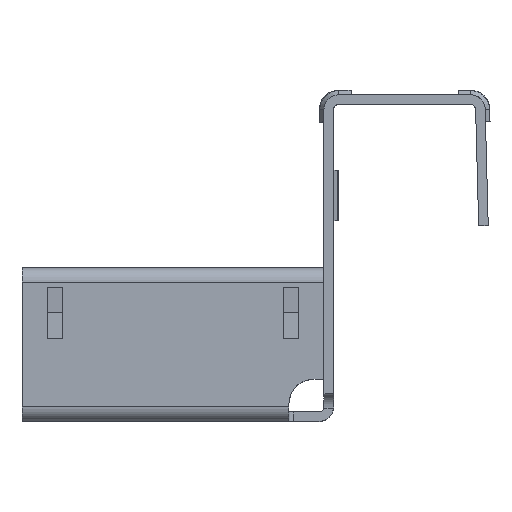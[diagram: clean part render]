
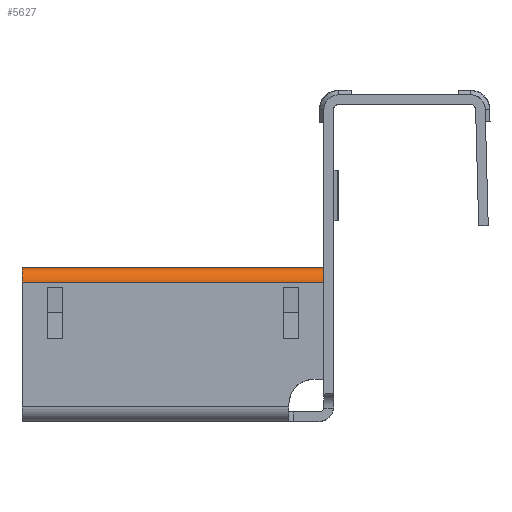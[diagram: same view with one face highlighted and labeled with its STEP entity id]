
A CAD part, top view. The second image highlights one B-rep face of the part: STEP entity #5627.
In plain terms, the highlighted cylindrical face has radius 2.9 mm (diameter 5.8 mm), a partial arc.
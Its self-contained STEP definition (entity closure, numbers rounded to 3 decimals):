
#2177 = PLANE('',#2178);
#2178 = AXIS2_PLACEMENT_3D('',#2179,#2180,#2181);
#2179 = CARTESIAN_POINT('',(0.,2.9,16.9));
#2180 = DIRECTION('',(1.,0.,0.));
#2181 = DIRECTION('',(0.,0.,-1.));
#2974 = PLANE('',#2975);
#2975 = AXIS2_PLACEMENT_3D('',#2976,#2977,#2978);
#2976 = CARTESIAN_POINT('',(60.,27.7,19.8));
#2977 = DIRECTION('',(0.,0.,-1.));
#2978 = DIRECTION('',(-1.,0.,0.));
#3551 = VERTEX_POINT('',#3552);
#3552 = CARTESIAN_POINT('',(60.,27.7,19.8));
#3566 = PLANE('',#3567);
#3567 = AXIS2_PLACEMENT_3D('',#3568,#3569,#3570);
#3568 = CARTESIAN_POINT('',(60.,2.9,16.9));
#3569 = DIRECTION('',(1.,0.,0.));
#3570 = DIRECTION('',(0.,0.,-1.));
#3578 = EDGE_CURVE('',#3551,#3579,#3581,.T.);
#3579 = VERTEX_POINT('',#3580);
#3580 = CARTESIAN_POINT('',(0.,27.7,19.8));
#3581 = SURFACE_CURVE('',#3582,(#3586,#3593),.PCURVE_S1.);
#3582 = LINE('',#3583,#3584);
#3583 = CARTESIAN_POINT('',(60.,27.7,19.8));
#3584 = VECTOR('',#3585,1.);
#3585 = DIRECTION('',(-1.,0.,0.));
#3586 = PCURVE('',#2974,#3587);
#3587 = DEFINITIONAL_REPRESENTATION('',(#3588),#3592);
#3588 = LINE('',#3589,#3590);
#3589 = CARTESIAN_POINT('',(0.,0.));
#3590 = VECTOR('',#3591,1.);
#3591 = DIRECTION('',(1.,0.));
#3592 = ( GEOMETRIC_REPRESENTATION_CONTEXT(2) 
PARAMETRIC_REPRESENTATION_CONTEXT() REPRESENTATION_CONTEXT('2D SPACE',''
  ) );
#3593 = PCURVE('',#3594,#3599);
#3594 = CYLINDRICAL_SURFACE('',#3595,2.9);
#3595 = AXIS2_PLACEMENT_3D('',#3596,#3597,#3598);
#3596 = CARTESIAN_POINT('',(60.,27.7,16.9));
#3597 = DIRECTION('',(-1.,0.,0.));
#3598 = DIRECTION('',(0.,0.,1.));
#3599 = DEFINITIONAL_REPRESENTATION('',(#3600),#3604);
#3600 = LINE('',#3601,#3602);
#3601 = CARTESIAN_POINT('',(0.,0.));
#3602 = VECTOR('',#3603,1.);
#3603 = DIRECTION('',(0.,1.));
#3604 = ( GEOMETRIC_REPRESENTATION_CONTEXT(2) 
PARAMETRIC_REPRESENTATION_CONTEXT() REPRESENTATION_CONTEXT('2D SPACE',''
  ) );
#5001 = VERTEX_POINT('',#5002);
#5002 = CARTESIAN_POINT('',(60.,30.6,16.9));
#5016 = PLANE('',#5017);
#5017 = AXIS2_PLACEMENT_3D('',#5018,#5019,#5020);
#5018 = CARTESIAN_POINT('',(60.,30.6,12.9));
#5019 = DIRECTION('',(0.,-1.,0.));
#5020 = DIRECTION('',(0.,0.,-1.));
#5028 = EDGE_CURVE('',#5001,#3551,#5029,.T.);
#5029 = SURFACE_CURVE('',#5030,(#5035,#5042),.PCURVE_S1.);
#5030 = CIRCLE('',#5031,2.9);
#5031 = AXIS2_PLACEMENT_3D('',#5032,#5033,#5034);
#5032 = CARTESIAN_POINT('',(60.,27.7,16.9));
#5033 = DIRECTION('',(1.,0.,0.));
#5034 = DIRECTION('',(0.,0.,-1.));
#5035 = PCURVE('',#3566,#5036);
#5036 = DEFINITIONAL_REPRESENTATION('',(#5037),#5041);
#5037 = CIRCLE('',#5038,2.9);
#5038 = AXIS2_PLACEMENT_2D('',#5039,#5040);
#5039 = CARTESIAN_POINT('',(0.,24.8));
#5040 = DIRECTION('',(1.,0.));
#5041 = ( GEOMETRIC_REPRESENTATION_CONTEXT(2) 
PARAMETRIC_REPRESENTATION_CONTEXT() REPRESENTATION_CONTEXT('2D SPACE',''
  ) );
#5042 = PCURVE('',#3594,#5043);
#5043 = DEFINITIONAL_REPRESENTATION('',(#5044),#5048);
#5044 = LINE('',#5045,#5046);
#5045 = CARTESIAN_POINT('',(3.142,0.));
#5046 = VECTOR('',#5047,1.);
#5047 = DIRECTION('',(-1.,0.));
#5048 = ( GEOMETRIC_REPRESENTATION_CONTEXT(2) 
PARAMETRIC_REPRESENTATION_CONTEXT() REPRESENTATION_CONTEXT('2D SPACE',''
  ) );
#5583 = VERTEX_POINT('',#5584);
#5584 = CARTESIAN_POINT('',(0.,30.6,16.9));
#5605 = EDGE_CURVE('',#5001,#5583,#5606,.T.);
#5606 = SURFACE_CURVE('',#5607,(#5611,#5618),.PCURVE_S1.);
#5607 = LINE('',#5608,#5609);
#5608 = CARTESIAN_POINT('',(60.,30.6,16.9));
#5609 = VECTOR('',#5610,1.);
#5610 = DIRECTION('',(-1.,0.,0.));
#5611 = PCURVE('',#5016,#5612);
#5612 = DEFINITIONAL_REPRESENTATION('',(#5613),#5617);
#5613 = LINE('',#5614,#5615);
#5614 = CARTESIAN_POINT('',(-4.,0.));
#5615 = VECTOR('',#5616,1.);
#5616 = DIRECTION('',(0.,-1.));
#5617 = ( GEOMETRIC_REPRESENTATION_CONTEXT(2) 
PARAMETRIC_REPRESENTATION_CONTEXT() REPRESENTATION_CONTEXT('2D SPACE',''
  ) );
#5618 = PCURVE('',#3594,#5619);
#5619 = DEFINITIONAL_REPRESENTATION('',(#5620),#5624);
#5620 = LINE('',#5621,#5622);
#5621 = CARTESIAN_POINT('',(1.571,0.));
#5622 = VECTOR('',#5623,1.);
#5623 = DIRECTION('',(0.,1.));
#5624 = ( GEOMETRIC_REPRESENTATION_CONTEXT(2) 
PARAMETRIC_REPRESENTATION_CONTEXT() REPRESENTATION_CONTEXT('2D SPACE',''
  ) );
#5627 = ADVANCED_FACE('',(#5628),#3594,.T.);
#5628 = FACE_BOUND('',#5629,.T.);
#5629 = EDGE_LOOP('',(#5630,#5652,#5653,#5654));
#5630 = ORIENTED_EDGE('',*,*,#5631,.T.);
#5631 = EDGE_CURVE('',#5583,#3579,#5632,.T.);
#5632 = SURFACE_CURVE('',#5633,(#5638,#5645),.PCURVE_S1.);
#5633 = CIRCLE('',#5634,2.9);
#5634 = AXIS2_PLACEMENT_3D('',#5635,#5636,#5637);
#5635 = CARTESIAN_POINT('',(0.,27.7,16.9));
#5636 = DIRECTION('',(1.,0.,0.));
#5637 = DIRECTION('',(0.,0.,-1.));
#5638 = PCURVE('',#3594,#5639);
#5639 = DEFINITIONAL_REPRESENTATION('',(#5640),#5644);
#5640 = LINE('',#5641,#5642);
#5641 = CARTESIAN_POINT('',(3.142,60.));
#5642 = VECTOR('',#5643,1.);
#5643 = DIRECTION('',(-1.,0.));
#5644 = ( GEOMETRIC_REPRESENTATION_CONTEXT(2) 
PARAMETRIC_REPRESENTATION_CONTEXT() REPRESENTATION_CONTEXT('2D SPACE',''
  ) );
#5645 = PCURVE('',#2177,#5646);
#5646 = DEFINITIONAL_REPRESENTATION('',(#5647),#5651);
#5647 = CIRCLE('',#5648,2.9);
#5648 = AXIS2_PLACEMENT_2D('',#5649,#5650);
#5649 = CARTESIAN_POINT('',(0.,24.8));
#5650 = DIRECTION('',(1.,0.));
#5651 = ( GEOMETRIC_REPRESENTATION_CONTEXT(2) 
PARAMETRIC_REPRESENTATION_CONTEXT() REPRESENTATION_CONTEXT('2D SPACE',''
  ) );
#5652 = ORIENTED_EDGE('',*,*,#3578,.F.);
#5653 = ORIENTED_EDGE('',*,*,#5028,.F.);
#5654 = ORIENTED_EDGE('',*,*,#5605,.T.);
